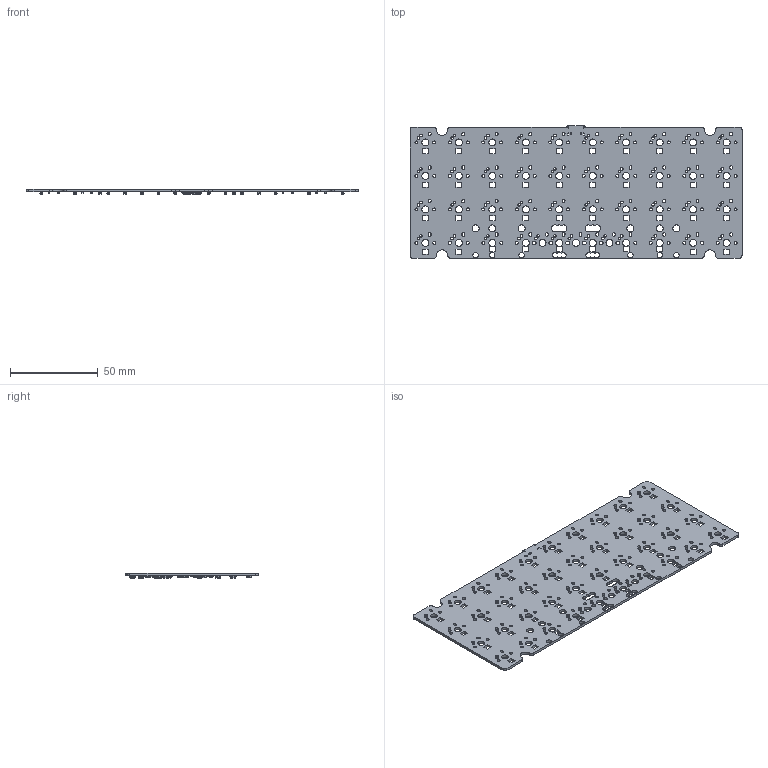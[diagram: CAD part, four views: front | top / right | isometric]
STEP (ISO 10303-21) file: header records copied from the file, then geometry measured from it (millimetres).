
FILE_DESCRIPTION(('KiCad electronic assembly'),'2;1');
FILE_NAME('acai_pcb.step','2025-06-16T14:51:42',('Pcbnew'),('Kicad'), 'Open CASCADE STEP processor 7.8','KiCad to STEP converter','Unknown' );
FILE_SCHEMA(('AUTOMOTIVE_DESIGN { 1 0 10303 214 1 1 1 1 }'));
Length unit declared in the file: millimetre
Products named in the file (13): acai_pcb 1; C_0603_1608Metric; D_SOD-123; C_0402_1005Metric; R_0402_1005Metric; SOT-143; Crystal_SMD_3225-4Pin_3.2x2.5mm; WSON-8-1EP_6x5mm_P1.27mm_EP3.4x4.3mm; SW_SPST_TL3342; SOT-23; Fuse_1206_3216Metric; QFN-56-1EP_7x7mm_P0.4mm_EP5.6x5.6mm; 10uOrtho_PCB
Assembly tree (104 placements, depth 2):
  acai_pcb 1
    C_0603_1608Metric  x33
    D_SOD-123  x40
    C_0402_1005Metric  x15
    R_0402_1005Metric  x6
    SOT-143
    Crystal_SMD_3225-4Pin_3.2x2.5mm
    WSON-8-1EP_6x5mm_P1.27mm_EP3.4x4.3mm
    SW_SPST_TL3342  x2
    SOT-23  x2
    Fuse_1206_3216Metric
    QFN-56-1EP_7x7mm_P0.4mm_EP5.6x5.6mm
    10uOrtho_PCB
Bounding box: 188.91 x 75.41 x 3.13 mm (x, y, z)
Volume: 19087.8 mm3; surface area: 30739.4 mm2
Topology: 104 solids, 106 shells, 5884 faces, 14898 edges, 9382 vertices
Faces by surface type: plane 3158, cylinder 1570, bspline 1154, torus 2
Full cylindrical faces by diameter (mm): 0.35 x1, 0.5 x1, 0.65 x2, 1.5 x86, 1.702 x74, 2 x2, 3.048 x6, 3.988 x49
Entity records: 60982 total; most frequent: CARTESIAN_POINT 10338, ORIENTED_EDGE 8930, DIRECTION 8741, EDGE_CURVE 4465, LINE 3085, VECTOR 3085, VERTEX_POINT 2925, AXIS2_PLACEMENT_3D 2828
